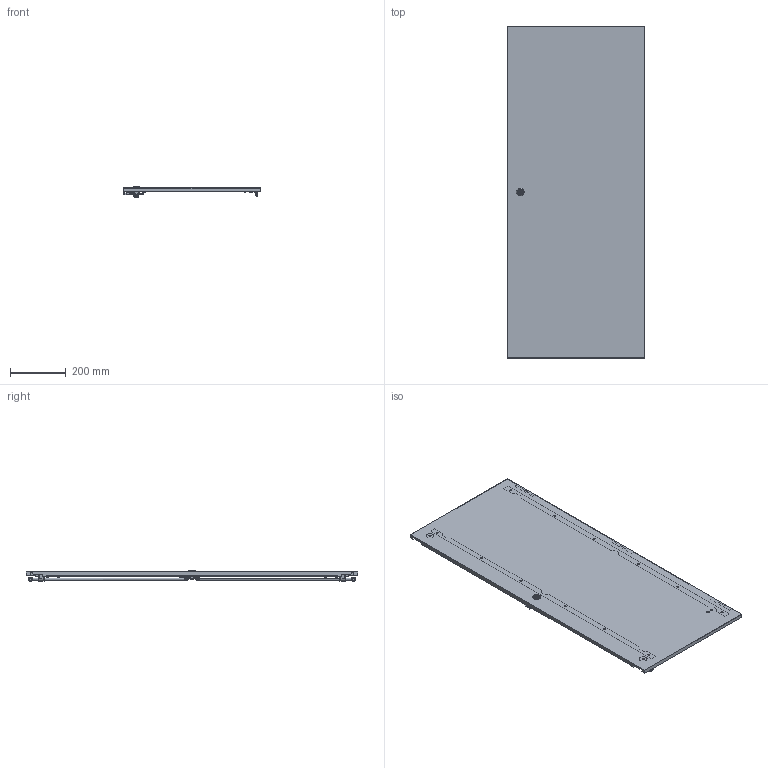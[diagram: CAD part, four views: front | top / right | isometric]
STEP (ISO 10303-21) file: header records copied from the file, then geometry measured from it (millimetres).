
FILE_DESCRIPTION (( 'STEP AP214' ), '1' );
FILE_NAME ('3351-1012-02-90.step', '2024-01-10T06:36:00', ( '' ), ( '' ), 'SwSTEP 2.0', 'SolidWorks 2019', '' );
FILE_SCHEMA (( 'AUTOMOTIVE_DESIGN' ));
Length unit declared in the file: millimetre
Products named in the file (1): 3351-1012-02-90
Bounding box: 494.5 x 1194 x 37.5 mm (x, y, z)
Volume: 1577775.3 mm3; surface area: 1559906.5 mm2
Topology: 22 solids, 22 shells, 1306 faces, 3285 edges, 2128 vertices
Faces by surface type: plane 703, cylinder 559, torus 30, sphere 12, cone 2
Entity records: 42320 total; most frequent: DIRECTION 7105, CARTESIAN_POINT 7044, ORIENTED_EDGE 6522, EDGE_CURVE 3261, AXIS2_PLACEMENT_3D 2553, VERTEX_POINT 2116, VECTOR 1999, LINE 1999
